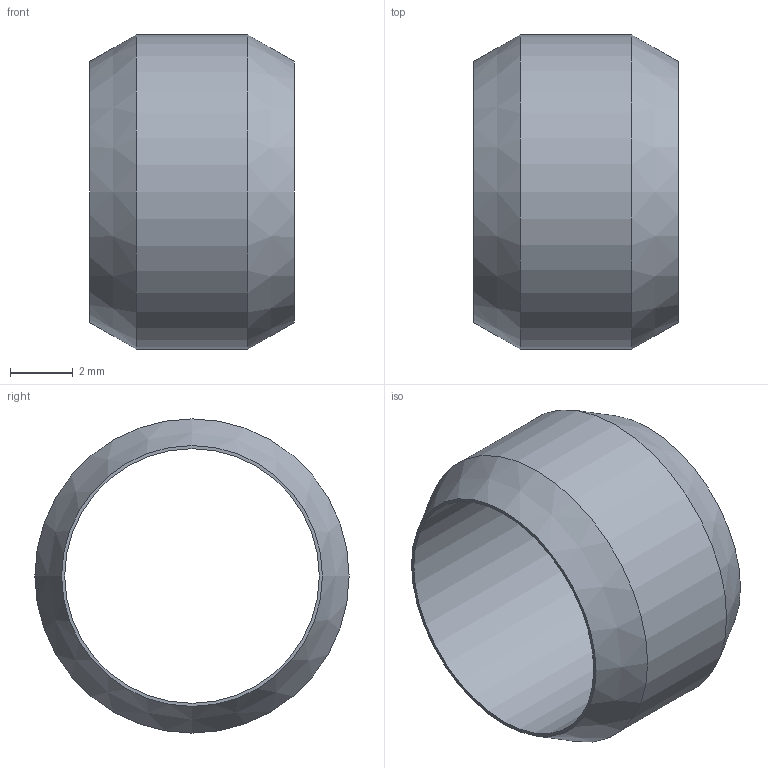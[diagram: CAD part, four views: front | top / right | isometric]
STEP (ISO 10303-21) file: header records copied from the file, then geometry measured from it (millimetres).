
FILE_DESCRIPTION (( 'STEP AP214' ), '1' );
FILE_NAME ('邧袪縐杶CS8.STEP', '2018-02-28T04:50:24', ( '' ), ( '' ), 'SwSTEP 2.0', 'SolidWorks 2014', '' );
FILE_SCHEMA (( 'AUTOMOTIVE_DESIGN' ));
Length unit declared in the file: millimetre
Products named in the file (1): 邧袪縐杶CS8
Bounding box: 6.5 x 10 x 10 mm (x, y, z)
Volume: 138.5 mm3; surface area: 380 mm2
Topology: 1 solids, 1 shells, 6 faces, 10 edges, 6 vertices
Faces by surface type: cone 2, plane 2, cylinder 2
Full cylindrical faces by diameter (mm): 8.1 x1, 10 x1
Entity records: 228 total; most frequent: DIRECTION 26, CARTESIAN_POINT 19, AXIS2_PLACEMENT_3D 13, ORIENTED_EDGE 12, EDGE_LOOP 12, UNCERTAINTY_MEASURE_WITH_UNIT 9, SURFACE_STYLE_USAGE 8, STYLED_ITEM 8
